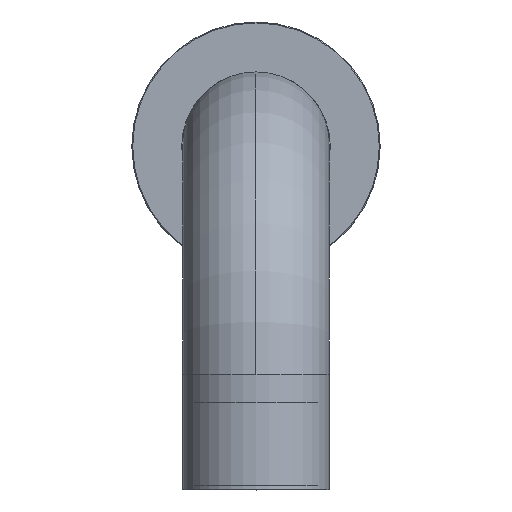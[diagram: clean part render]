
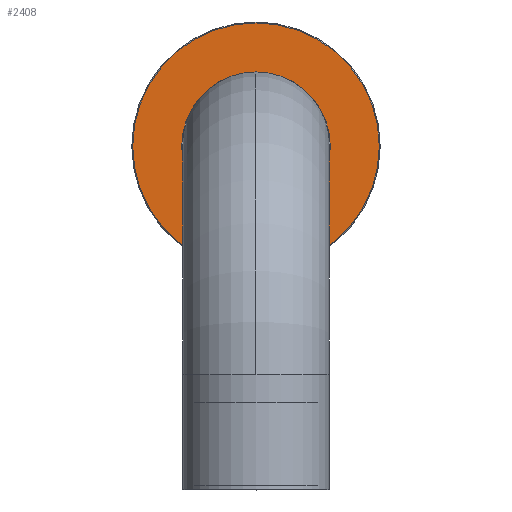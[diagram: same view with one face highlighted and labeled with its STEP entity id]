
A CAD part, top view. The second image highlights one B-rep face of the part: STEP entity #2408.
In plain terms, the highlighted planar face has unit normal (0, 0, 1).
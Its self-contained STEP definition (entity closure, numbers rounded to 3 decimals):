
#1490 = AXIS2_PLACEMENT_3D ( 'NONE', #1858, #18816, #15894 ) ;
#1858 = CARTESIAN_POINT ( 'NONE',  ( 0., 0., 10. ) ) ;
#2408 = ADVANCED_FACE ( 'NONE', ( #19911, #18702 ), #4797, .F. ) ;
#2844 = ORIENTED_EDGE ( 'NONE', *, *, #7762, .T. ) ;
#3487 = DIRECTION ( 'NONE',  ( 0., 0., -1. ) ) ;
#3762 = CIRCLE ( 'NONE', #1490, 16.15 ) ;
#3819 = CIRCLE ( 'NONE', #5454, 26.8 ) ;
#3864 = VERTEX_POINT ( 'NONE', #16956 ) ;
#4520 = VERTEX_POINT ( 'NONE', #10407 ) ;
#4797 = PLANE ( 'NONE',  #10880 ) ;
#5201 = EDGE_CURVE ( 'NONE', #10590, #11058, #3762, .T. ) ;
#5454 = AXIS2_PLACEMENT_3D ( 'NONE', #6654, #9611, #12846 ) ;
#6360 = AXIS2_PLACEMENT_3D ( 'NONE', #8268, #3487, #14573 ) ;
#6654 = CARTESIAN_POINT ( 'NONE',  ( 0., 0., 10. ) ) ;
#7363 = ORIENTED_EDGE ( 'NONE', *, *, #5201, .T. ) ;
#7762 = EDGE_CURVE ( 'NONE', #4520, #3864, #3819, .T. ) ;
#8045 = DIRECTION ( 'NONE',  ( 0., 0., -1. ) ) ;
#8268 = CARTESIAN_POINT ( 'NONE',  ( 0., 0., 10. ) ) ;
#8345 = CARTESIAN_POINT ( 'NONE',  ( -27., 0., 10. ) ) ;
#8721 = CIRCLE ( 'NONE', #20034, 26.8 ) ;
#8796 = CARTESIAN_POINT ( 'NONE',  ( 0., 0., 10. ) ) ;
#9181 = DIRECTION ( 'NONE',  ( 0., 0., 1. ) ) ;
#9611 = DIRECTION ( 'NONE',  ( 0., 0., 1. ) ) ;
#10107 = EDGE_LOOP ( 'NONE', ( #2844, #10690 ) ) ;
#10111 = CARTESIAN_POINT ( 'NONE',  ( 0., 16.15, 10. ) ) ;
#10407 = CARTESIAN_POINT ( 'NONE',  ( 0., 26.8, 10. ) ) ;
#10539 = CARTESIAN_POINT ( 'NONE',  ( 0., -16.15, 10. ) ) ;
#10590 = VERTEX_POINT ( 'NONE', #10111 ) ;
#10690 = ORIENTED_EDGE ( 'NONE', *, *, #16854, .T. ) ;
#10880 = AXIS2_PLACEMENT_3D ( 'NONE', #8345, #8045, #17280 ) ;
#11058 = VERTEX_POINT ( 'NONE', #10539 ) ;
#11666 = EDGE_LOOP ( 'NONE', ( #7363, #14485 ) ) ;
#12846 = DIRECTION ( 'NONE',  ( 0., 1., 0. ) ) ;
#13663 = DIRECTION ( 'NONE',  ( 0., 1., 0. ) ) ;
#14485 = ORIENTED_EDGE ( 'NONE', *, *, #14579, .T. ) ;
#14573 = DIRECTION ( 'NONE',  ( 0., 1., 0. ) ) ;
#14579 = EDGE_CURVE ( 'NONE', #11058, #10590, #18967, .T. ) ;
#15894 = DIRECTION ( 'NONE',  ( 0., 1., 0. ) ) ;
#16854 = EDGE_CURVE ( 'NONE', #3864, #4520, #8721, .T. ) ;
#16956 = CARTESIAN_POINT ( 'NONE',  ( 0., -26.8, 10. ) ) ;
#17280 = DIRECTION ( 'NONE',  ( 0., 1., 0. ) ) ;
#18702 = FACE_BOUND ( 'NONE', #11666, .T. ) ;
#18816 = DIRECTION ( 'NONE',  ( 0., 0., -1. ) ) ;
#18967 = CIRCLE ( 'NONE', #6360, 16.15 ) ;
#19911 = FACE_OUTER_BOUND ( 'NONE', #10107, .T. ) ;
#20034 = AXIS2_PLACEMENT_3D ( 'NONE', #8796, #9181, #13663 ) ;
